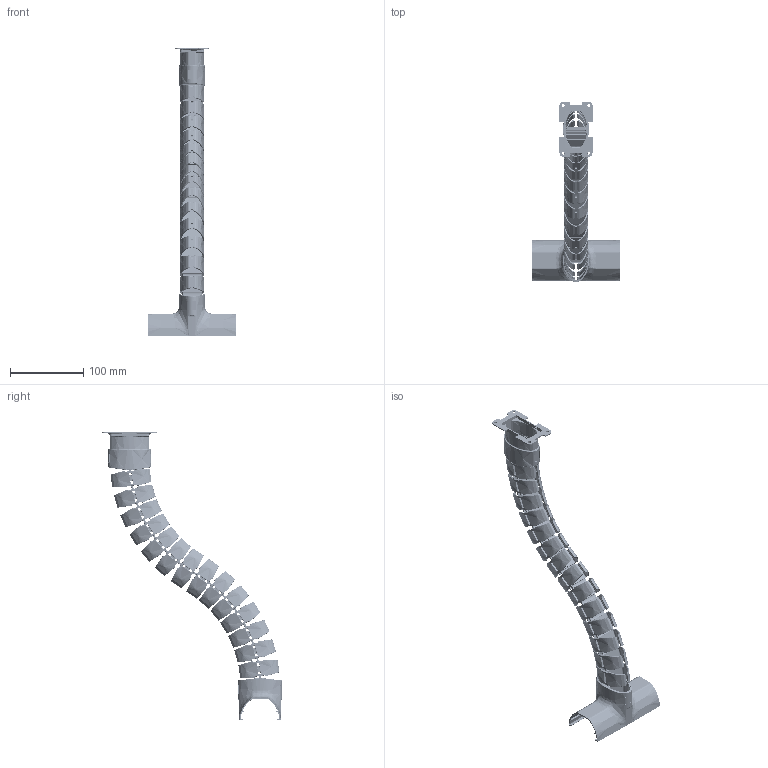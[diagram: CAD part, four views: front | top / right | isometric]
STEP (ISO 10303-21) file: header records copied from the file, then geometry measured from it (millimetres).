
FILE_DESCRIPTION(('CATIA V5 STEP Exchange','CAx-IF Rec.Pracs.--- Model Styling and Organization---1.2---2011-12-15'),'2;1');
FILE_NAME('PW32364.stp','2017-12-01T14:18:14+00:00',('none'),('none'),'CATIA Version 5-6 Release 2014 SP4','CATIA V5 STEP AP214','none');
FILE_SCHEMA(('AUTOMOTIVE_DESIGN { 1 0 10303 214 1 1 1 1 }'));
Products named in the file (1): PW32364
Bounding box: 120 x 245.47 x 392.55 mm (x, y, z)
Volume: 142868.4 mm3; surface area: 181186.4 mm2
Topology: 8 solids, 8 shells, 11870 faces, 33328 edges, 21274 vertices
Faces by surface type: plane 7928, bspline 1826, cylinder 1606, extrusion 212, torus 130, cone 88, sphere 80
Entity records: 483112 total; most frequent: CARTESIAN_POINT 217280, ORIENTED_EDGE 66192, DIRECTION 36958, EDGE_CURVE 33096, VERTEX_POINT 21272, VECTOR 17456, LINE 17244, B_SPLINE_CURVE_WITH_KNOTS 14528
